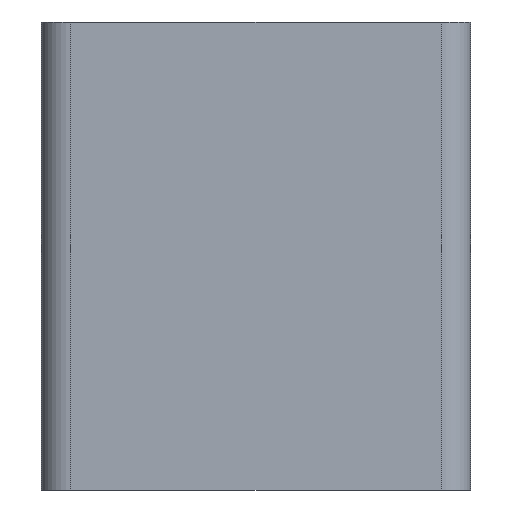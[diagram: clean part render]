
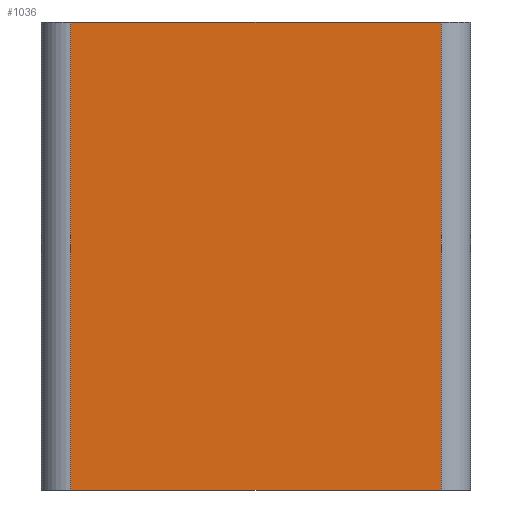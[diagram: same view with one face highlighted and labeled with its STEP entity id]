
A CAD part, front view. The second image highlights one B-rep face of the part: STEP entity #1036.
In plain terms, the highlighted planar face has unit normal (0, -1, 0).
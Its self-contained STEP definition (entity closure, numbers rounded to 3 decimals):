
#42=PLANE('',#1161);
#112=FACE_OUTER_BOUND('',#184,.T.);
#184=EDGE_LOOP('',(#833,#834,#835,#836));
#363=LINE('',#1825,#445);
#364=LINE('',#1827,#446);
#365=LINE('',#1829,#447);
#366=LINE('',#1830,#448);
#445=VECTOR('',#1438,1000.);
#446=VECTOR('',#1439,1000.);
#447=VECTOR('',#1440,1000.);
#448=VECTOR('',#1441,1000.);
#541=VERTEX_POINT('',#1823);
#542=VERTEX_POINT('',#1824);
#543=VERTEX_POINT('',#1826);
#544=VERTEX_POINT('',#1828);
#661=EDGE_CURVE('',#541,#542,#363,.T.);
#662=EDGE_CURVE('',#542,#543,#364,.T.);
#663=EDGE_CURVE('',#544,#543,#365,.T.);
#664=EDGE_CURVE('',#544,#541,#366,.T.);
#833=ORIENTED_EDGE('',*,*,#661,.T.);
#834=ORIENTED_EDGE('',*,*,#662,.T.);
#835=ORIENTED_EDGE('',*,*,#663,.F.);
#836=ORIENTED_EDGE('',*,*,#664,.T.);
#1036=ADVANCED_FACE('',(#112),#42,.T.);
#1161=AXIS2_PLACEMENT_3D('',#1822,#1436,#1437);
#1436=DIRECTION('center_axis',(0.,-1.,0.));
#1437=DIRECTION('ref_axis',(0.,0.,-1.));
#1438=DIRECTION('',(1.,0.,0.));
#1439=DIRECTION('',(0.,0.,1.));
#1440=DIRECTION('',(1.,0.,0.));
#1441=DIRECTION('',(0.,0.,-1.));
#1822=CARTESIAN_POINT('Origin',(-22.,-22.5,188.));
#1823=CARTESIAN_POINT('',(-19.,-22.5,188.));
#1824=CARTESIAN_POINT('',(19.,-22.5,188.));
#1825=CARTESIAN_POINT('',(-22.,-22.5,188.));
#1826=CARTESIAN_POINT('',(19.,-22.5,236.));
#1827=CARTESIAN_POINT('',(19.,-22.5,188.));
#1828=CARTESIAN_POINT('',(-19.,-22.5,236.));
#1829=CARTESIAN_POINT('',(-22.,-22.5,236.));
#1830=CARTESIAN_POINT('',(-19.,-22.5,188.));
